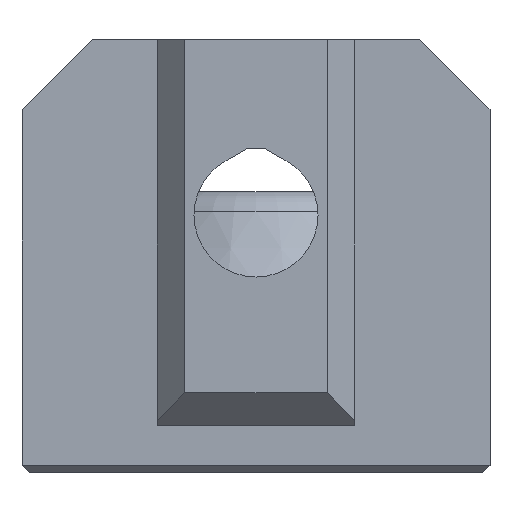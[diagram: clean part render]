
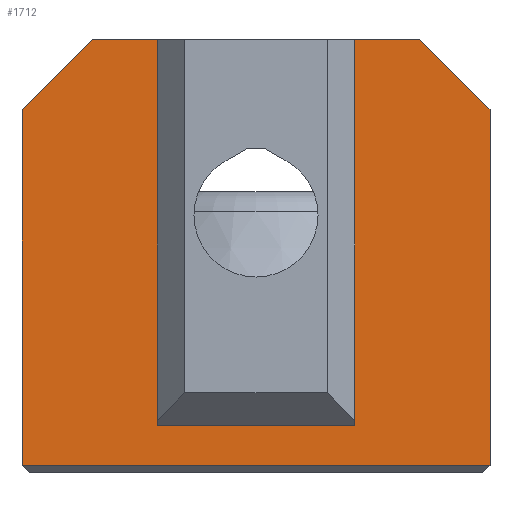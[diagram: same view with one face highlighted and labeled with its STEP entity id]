
A CAD part, front view. The second image highlights one B-rep face of the part: STEP entity #1712.
In plain terms, the highlighted planar face has unit normal (0, -1, 0).
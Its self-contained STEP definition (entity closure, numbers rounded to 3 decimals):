
#72=PLANE('',#1851);
#160=FACE_OUTER_BOUND('',#260,.T.);
#260=EDGE_LOOP('',(#1437,#1438,#1439,#1440,#1441,#1442,#1443,#1444,#1445,
#1446));
#401=LINE('',#2998,#578);
#475=LINE('',#4557,#652);
#479=LINE('',#4565,#656);
#485=LINE('',#4577,#662);
#491=LINE('',#4588,#668);
#492=LINE('',#4589,#669);
#493=LINE('',#4591,#670);
#494=LINE('',#4593,#671);
#495=LINE('',#4594,#672);
#496=LINE('',#4595,#673);
#578=VECTOR('',#1988,10.);
#652=VECTOR('',#2168,10.);
#656=VECTOR('',#2174,10.);
#662=VECTOR('',#2180,10.);
#668=VECTOR('',#2188,10.);
#669=VECTOR('',#2189,10.);
#670=VECTOR('',#2190,10.);
#671=VECTOR('',#2191,10.);
#672=VECTOR('',#2192,10.);
#673=VECTOR('',#2193,10.);
#775=VERTEX_POINT('',#2990);
#777=VERTEX_POINT('',#2996);
#834=VERTEX_POINT('',#4555);
#835=VERTEX_POINT('',#4556);
#838=VERTEX_POINT('',#4564);
#843=VERTEX_POINT('',#4574);
#844=VERTEX_POINT('',#4576);
#848=VERTEX_POINT('',#4587);
#849=VERTEX_POINT('',#4590);
#850=VERTEX_POINT('',#4592);
#947=EDGE_CURVE('',#777,#775,#401,.T.);
#1046=EDGE_CURVE('',#834,#835,#475,.T.);
#1050=EDGE_CURVE('',#835,#838,#479,.T.);
#1056=EDGE_CURVE('',#843,#844,#485,.T.);
#1062=EDGE_CURVE('',#777,#848,#491,.T.);
#1063=EDGE_CURVE('',#844,#848,#492,.T.);
#1064=EDGE_CURVE('',#843,#849,#493,.T.);
#1065=EDGE_CURVE('',#849,#850,#494,.T.);
#1066=EDGE_CURVE('',#850,#838,#495,.T.);
#1067=EDGE_CURVE('',#775,#834,#496,.T.);
#1437=ORIENTED_EDGE('',*,*,#947,.F.);
#1438=ORIENTED_EDGE('',*,*,#1062,.T.);
#1439=ORIENTED_EDGE('',*,*,#1063,.F.);
#1440=ORIENTED_EDGE('',*,*,#1056,.F.);
#1441=ORIENTED_EDGE('',*,*,#1064,.T.);
#1442=ORIENTED_EDGE('',*,*,#1065,.T.);
#1443=ORIENTED_EDGE('',*,*,#1066,.T.);
#1444=ORIENTED_EDGE('',*,*,#1050,.F.);
#1445=ORIENTED_EDGE('',*,*,#1046,.F.);
#1446=ORIENTED_EDGE('',*,*,#1067,.F.);
#1712=ADVANCED_FACE('',(#160),#72,.T.);
#1851=AXIS2_PLACEMENT_3D('',#4586,#2186,#2187);
#1988=DIRECTION('',(-1.,0.,0.));
#2168=DIRECTION('',(0.707,0.,0.707));
#2174=DIRECTION('',(1.,0.,0.));
#2180=DIRECTION('',(1.,0.,0.));
#2186=DIRECTION('center_axis',(0.,-1.,0.));
#2187=DIRECTION('ref_axis',(-1.,0.,0.));
#2188=DIRECTION('',(0.,0.,1.));
#2189=DIRECTION('',(0.707,0.,-0.707));
#2190=DIRECTION('',(0.,0.,-1.));
#2191=DIRECTION('',(-1.,0.,0.));
#2192=DIRECTION('',(0.,0.,1.));
#2193=DIRECTION('',(0.,0.,1.));
#2990=CARTESIAN_POINT('',(0.,0.,-7.7));
#2996=CARTESIAN_POINT('',(20.,0.,-7.7));
#2998=CARTESIAN_POINT('',(15.,0.,-7.7));
#4555=CARTESIAN_POINT('',(0.,0.,7.5));
#4556=CARTESIAN_POINT('',(3.,0.,10.5));
#4557=CARTESIAN_POINT('',(3.875,0.,11.375));
#4564=CARTESIAN_POINT('',(5.775,0.,10.5));
#4565=CARTESIAN_POINT('',(0.,0.,10.5));
#4574=CARTESIAN_POINT('',(14.225,0.,10.5));
#4576=CARTESIAN_POINT('',(17.,0.,10.5));
#4577=CARTESIAN_POINT('',(0.,0.,10.5));
#4586=CARTESIAN_POINT('Origin',(20.,0.,0.));
#4587=CARTESIAN_POINT('',(20.,0.,7.5));
#4588=CARTESIAN_POINT('',(20.,0.,0.));
#4589=CARTESIAN_POINT('',(21.125,0.,6.375));
#4590=CARTESIAN_POINT('',(14.225,0.,-6.));
#4591=CARTESIAN_POINT('',(14.225,0.,0.));
#4592=CARTESIAN_POINT('',(5.775,0.,-6.));
#4593=CARTESIAN_POINT('',(15.,0.,-6.));
#4594=CARTESIAN_POINT('',(5.775,0.,0.));
#4595=CARTESIAN_POINT('',(0.,0.,0.));
